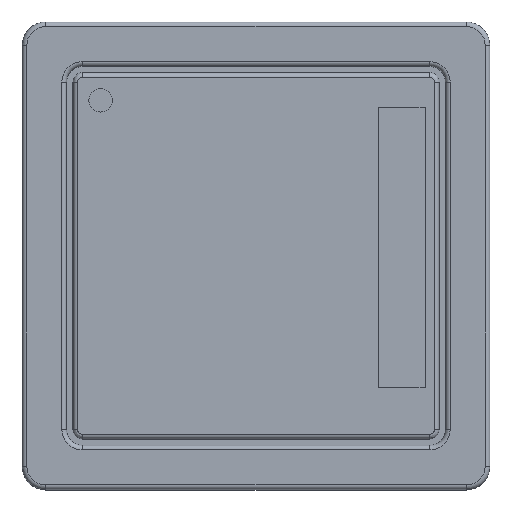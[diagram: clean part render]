
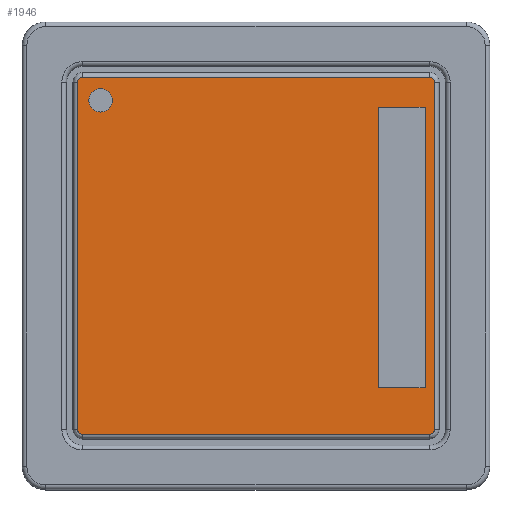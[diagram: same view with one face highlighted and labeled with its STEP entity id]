
A CAD part, top view. The second image highlights one B-rep face of the part: STEP entity #1946.
In plain terms, the highlighted planar face has unit normal (0, 0, 1).
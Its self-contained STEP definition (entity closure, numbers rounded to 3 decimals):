
#1562 = VERTEX_POINT('',#1563);
#1563 = CARTESIAN_POINT('',(-1.908,1.858,2.5));
#1581 = VERTEX_POINT('',#1582);
#1582 = CARTESIAN_POINT('',(-1.908,-1.858,2.5));
#1589 = EDGE_CURVE('',#1581,#1562,#1590,.T.);
#1590 = LINE('',#1591,#1592);
#1591 = CARTESIAN_POINT('',(-1.908,2.179,2.5));
#1592 = VECTOR('',#1593,1.);
#1593 = DIRECTION('',(0.,1.,0.));
#1613 = EDGE_CURVE('',#1614,#1581,#1616,.T.);
#1614 = VERTEX_POINT('',#1615);
#1615 = CARTESIAN_POINT('',(-1.858,-1.908,2.5));
#1616 = CIRCLE('',#1617,0.05);
#1617 = AXIS2_PLACEMENT_3D('',#1618,#1619,#1620);
#1618 = CARTESIAN_POINT('',(-1.858,-1.858,2.5));
#1619 = DIRECTION('',(0.,-0.,-1.));
#1620 = DIRECTION('',(-0.707,-0.707,0.));
#1645 = VERTEX_POINT('',#1646);
#1646 = CARTESIAN_POINT('',(1.858,-1.908,2.5));
#1653 = EDGE_CURVE('',#1645,#1614,#1654,.T.);
#1654 = LINE('',#1655,#1656);
#1655 = CARTESIAN_POINT('',(-0.929,-1.908,2.5));
#1656 = VECTOR('',#1657,1.);
#1657 = DIRECTION('',(-1.,0.,0.));
#1684 = EDGE_CURVE('',#1685,#1645,#1687,.T.);
#1685 = VERTEX_POINT('',#1686);
#1686 = CARTESIAN_POINT('',(1.908,-1.858,2.5));
#1687 = CIRCLE('',#1688,0.05);
#1688 = AXIS2_PLACEMENT_3D('',#1689,#1690,#1691);
#1689 = CARTESIAN_POINT('',(1.858,-1.858,2.5));
#1690 = DIRECTION('',(0.,-0.,-1.));
#1691 = DIRECTION('',(0.707,-0.707,0.));
#1716 = VERTEX_POINT('',#1717);
#1717 = CARTESIAN_POINT('',(1.908,1.858,2.5));
#1724 = EDGE_CURVE('',#1716,#1685,#1725,.T.);
#1725 = LINE('',#1726,#1727);
#1726 = CARTESIAN_POINT('',(1.908,0.321,2.5));
#1727 = VECTOR('',#1728,1.);
#1728 = DIRECTION('',(0.,-1.,0.));
#1755 = EDGE_CURVE('',#1756,#1716,#1758,.T.);
#1756 = VERTEX_POINT('',#1757);
#1757 = CARTESIAN_POINT('',(1.858,1.908,2.5));
#1758 = CIRCLE('',#1759,0.05);
#1759 = AXIS2_PLACEMENT_3D('',#1760,#1761,#1762);
#1760 = CARTESIAN_POINT('',(1.858,1.858,2.5));
#1761 = DIRECTION('',(0.,0.,-1.));
#1762 = DIRECTION('',(0.707,0.707,0.));
#1787 = VERTEX_POINT('',#1788);
#1788 = CARTESIAN_POINT('',(-1.858,1.908,2.5));
#1795 = EDGE_CURVE('',#1787,#1756,#1796,.T.);
#1796 = LINE('',#1797,#1798);
#1797 = CARTESIAN_POINT('',(0.929,1.908,2.5));
#1798 = VECTOR('',#1799,1.);
#1799 = DIRECTION('',(1.,0.,0.));
#1824 = EDGE_CURVE('',#1562,#1787,#1825,.T.);
#1825 = CIRCLE('',#1826,0.05);
#1826 = AXIS2_PLACEMENT_3D('',#1827,#1828,#1829);
#1827 = CARTESIAN_POINT('',(-1.858,1.858,2.5));
#1828 = DIRECTION('',(0.,0.,-1.));
#1829 = DIRECTION('',(-0.707,0.707,-0.));
#1946 = ADVANCED_FACE('',(#1947),#1957,.T.);
#1947 = FACE_BOUND('',#1948,.T.);
#1948 = EDGE_LOOP('',(#1949,#1950,#1951,#1952,#1953,#1954,#1955,#1956));
#1949 = ORIENTED_EDGE('',*,*,#1589,.F.);
#1950 = ORIENTED_EDGE('',*,*,#1613,.F.);
#1951 = ORIENTED_EDGE('',*,*,#1653,.F.);
#1952 = ORIENTED_EDGE('',*,*,#1684,.F.);
#1953 = ORIENTED_EDGE('',*,*,#1724,.F.);
#1954 = ORIENTED_EDGE('',*,*,#1755,.F.);
#1955 = ORIENTED_EDGE('',*,*,#1795,.F.);
#1956 = ORIENTED_EDGE('',*,*,#1824,.F.);
#1957 = PLANE('',#1958);
#1958 = AXIS2_PLACEMENT_3D('',#1959,#1960,#1961);
#1959 = CARTESIAN_POINT('',(0.,2.5,2.5));
#1960 = DIRECTION('',(0.,0.,1.));
#1961 = DIRECTION('',(0.,-1.,0.));
